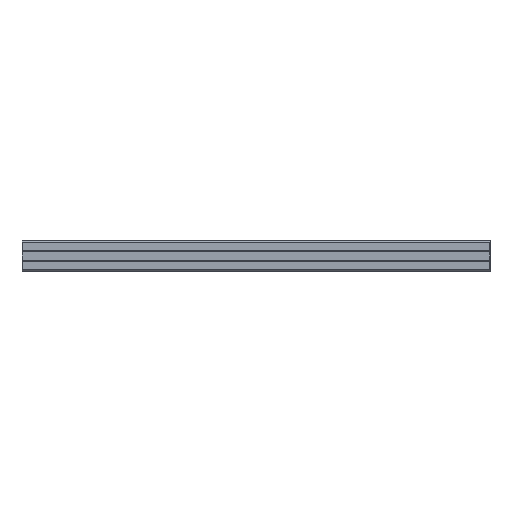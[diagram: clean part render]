
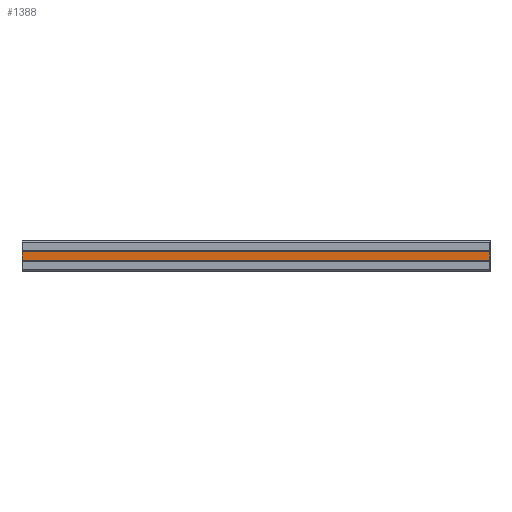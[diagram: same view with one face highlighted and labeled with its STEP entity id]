
A CAD part, left-side view. The second image highlights one B-rep face of the part: STEP entity #1388.
In plain terms, the highlighted planar face has unit normal (-1, 0, 0).
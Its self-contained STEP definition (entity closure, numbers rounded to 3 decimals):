
#81=PLANE('',#1474);
#148=FACE_OUTER_BOUND('',#215,.T.);
#215=EDGE_LOOP('',(#1120,#1121,#1122,#1123));
#364=LINE('',#2109,#557);
#365=LINE('',#2112,#558);
#366=LINE('',#2114,#559);
#367=LINE('',#2115,#560);
#557=VECTOR('',#1721,10.);
#558=VECTOR('',#1724,10.);
#559=VECTOR('',#1725,10.);
#560=VECTOR('',#1726,10.);
#713=VERTEX_POINT('',#2105);
#714=VERTEX_POINT('',#2107);
#715=VERTEX_POINT('',#2111);
#716=VERTEX_POINT('',#2113);
#884=EDGE_CURVE('',#713,#714,#364,.T.);
#885=EDGE_CURVE('',#715,#713,#365,.T.);
#886=EDGE_CURVE('',#716,#714,#366,.T.);
#887=EDGE_CURVE('',#715,#716,#367,.T.);
#1120=ORIENTED_EDGE('',*,*,#885,.T.);
#1121=ORIENTED_EDGE('',*,*,#884,.T.);
#1122=ORIENTED_EDGE('',*,*,#886,.F.);
#1123=ORIENTED_EDGE('',*,*,#887,.F.);
#1388=ADVANCED_FACE('',(#148),#81,.T.);
#1474=AXIS2_PLACEMENT_3D('',#2110,#1722,#1723);
#1721=DIRECTION('',(0.,1.,0.));
#1722=DIRECTION('center_axis',(-1.,0.,0.));
#1723=DIRECTION('ref_axis',(0.,0.,1.));
#1724=DIRECTION('',(0.,0.,1.));
#1725=DIRECTION('',(0.,0.,1.));
#1726=DIRECTION('',(0.,1.,0.));
#2105=CARTESIAN_POINT('',(-3.9,0.,2.839));
#2107=CARTESIAN_POINT('',(-3.9,300.,2.839));
#2109=CARTESIAN_POINT('',(-3.9,0.,2.839));
#2110=CARTESIAN_POINT('Origin',(-3.9,0.,-2.839));
#2111=CARTESIAN_POINT('',(-3.9,0.,-2.839));
#2112=CARTESIAN_POINT('',(-3.9,0.,-2.839));
#2113=CARTESIAN_POINT('',(-3.9,300.,-2.839));
#2114=CARTESIAN_POINT('',(-3.9,300.,-2.839));
#2115=CARTESIAN_POINT('',(-3.9,0.,-2.839));
